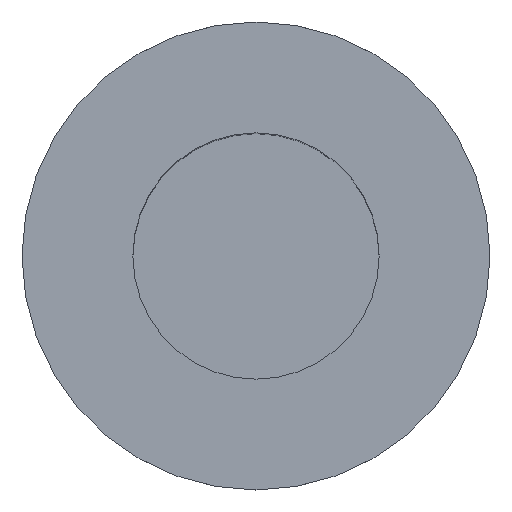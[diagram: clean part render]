
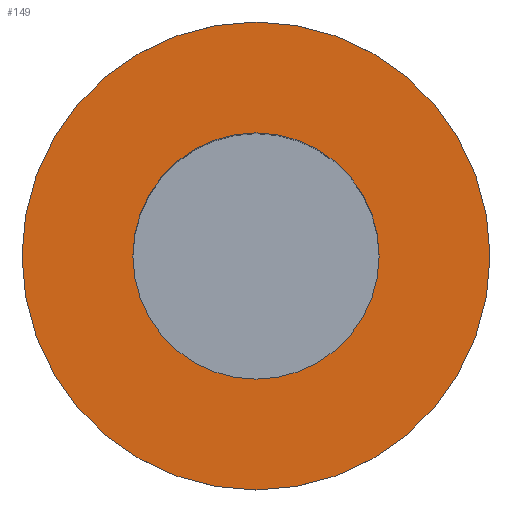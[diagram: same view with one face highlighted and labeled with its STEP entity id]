
A CAD part, top view. The second image highlights one B-rep face of the part: STEP entity #149.
In plain terms, the highlighted face is planar.
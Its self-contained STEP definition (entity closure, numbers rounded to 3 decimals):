
#58 = CYLINDRICAL_SURFACE('',#59,2.85);
#59 = AXIS2_PLACEMENT_3D('',#60,#61,#62);
#60 = CARTESIAN_POINT('',(0.,6.,0.));
#61 = DIRECTION('',(0.,1.,0.));
#62 = DIRECTION('',(1.,0.,0.));
#98 = EDGE_CURVE('',#99,#99,#101,.T.);
#99 = VERTEX_POINT('',#100);
#100 = CARTESIAN_POINT('',(2.85,6.,0.));
#101 = SURFACE_CURVE('',#102,(#107,#114),.PCURVE_S1.);
#102 = CIRCLE('',#103,2.85);
#103 = AXIS2_PLACEMENT_3D('',#104,#105,#106);
#104 = CARTESIAN_POINT('',(0.,6.,0.));
#105 = DIRECTION('',(0.,1.,0.));
#106 = DIRECTION('',(1.,0.,0.));
#107 = PCURVE('',#58,#108);
#108 = DEFINITIONAL_REPRESENTATION('',(#109),#113);
#109 = LINE('',#110,#111);
#110 = CARTESIAN_POINT('',(0.,0.));
#111 = VECTOR('',#112,1.);
#112 = DIRECTION('',(1.,0.));
#113 = ( GEOMETRIC_REPRESENTATION_CONTEXT(2) 
PARAMETRIC_REPRESENTATION_CONTEXT() REPRESENTATION_CONTEXT('2D SPACE',''
  ) );
#114 = PCURVE('',#115,#120);
#115 = PLANE('',#116);
#116 = AXIS2_PLACEMENT_3D('',#117,#118,#119);
#117 = CARTESIAN_POINT('',(0.,6.,0.));
#118 = DIRECTION('',(0.,1.,0.));
#119 = DIRECTION('',(1.,0.,0.));
#120 = DEFINITIONAL_REPRESENTATION('',(#121),#125);
#121 = CIRCLE('',#122,2.85);
#122 = AXIS2_PLACEMENT_2D('',#123,#124);
#123 = CARTESIAN_POINT('',(0.,0.));
#124 = DIRECTION('',(1.,0.));
#125 = ( GEOMETRIC_REPRESENTATION_CONTEXT(2) 
PARAMETRIC_REPRESENTATION_CONTEXT() REPRESENTATION_CONTEXT('2D SPACE',''
  ) );
#149 = ADVANCED_FACE('',(#150,#181),#115,.F.);
#150 = FACE_BOUND('',#151,.T.);
#151 = EDGE_LOOP('',(#152));
#152 = ORIENTED_EDGE('',*,*,#153,.T.);
#153 = EDGE_CURVE('',#154,#154,#156,.T.);
#154 = VERTEX_POINT('',#155);
#155 = CARTESIAN_POINT('',(1.5,6.,0.));
#156 = SURFACE_CURVE('',#157,(#162,#169),.PCURVE_S1.);
#157 = CIRCLE('',#158,1.5);
#158 = AXIS2_PLACEMENT_3D('',#159,#160,#161);
#159 = CARTESIAN_POINT('',(0.,6.,0.));
#160 = DIRECTION('',(0.,1.,0.));
#161 = DIRECTION('',(1.,0.,0.));
#162 = PCURVE('',#115,#163);
#163 = DEFINITIONAL_REPRESENTATION('',(#164),#168);
#164 = CIRCLE('',#165,1.5);
#165 = AXIS2_PLACEMENT_2D('',#166,#167);
#166 = CARTESIAN_POINT('',(0.,0.));
#167 = DIRECTION('',(1.,0.));
#168 = ( GEOMETRIC_REPRESENTATION_CONTEXT(2) 
PARAMETRIC_REPRESENTATION_CONTEXT() REPRESENTATION_CONTEXT('2D SPACE',''
  ) );
#169 = PCURVE('',#170,#175);
#170 = CYLINDRICAL_SURFACE('',#171,1.5);
#171 = AXIS2_PLACEMENT_3D('',#172,#173,#174);
#172 = CARTESIAN_POINT('',(0.,0.,0.));
#173 = DIRECTION('',(0.,1.,0.));
#174 = DIRECTION('',(1.,0.,0.));
#175 = DEFINITIONAL_REPRESENTATION('',(#176),#180);
#176 = LINE('',#177,#178);
#177 = CARTESIAN_POINT('',(0.,6.));
#178 = VECTOR('',#179,1.);
#179 = DIRECTION('',(1.,0.));
#180 = ( GEOMETRIC_REPRESENTATION_CONTEXT(2) 
PARAMETRIC_REPRESENTATION_CONTEXT() REPRESENTATION_CONTEXT('2D SPACE',''
  ) );
#181 = FACE_BOUND('',#182,.T.);
#182 = EDGE_LOOP('',(#183));
#183 = ORIENTED_EDGE('',*,*,#98,.F.);
